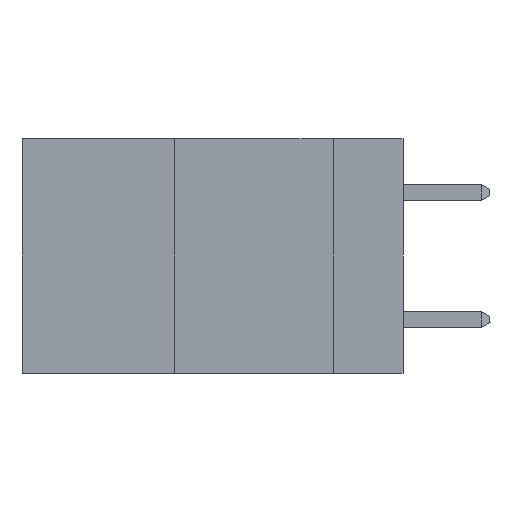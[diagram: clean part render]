
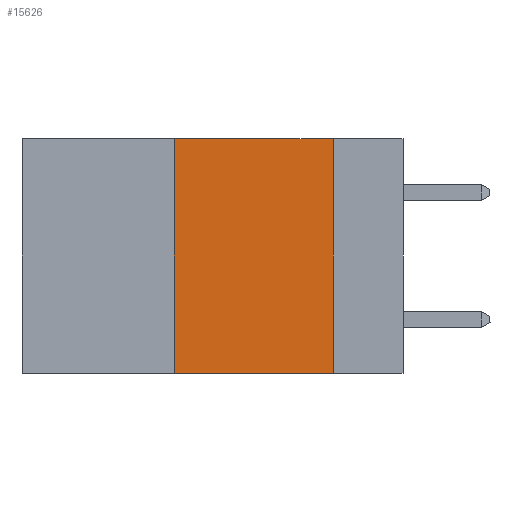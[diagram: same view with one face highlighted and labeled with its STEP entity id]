
A CAD part, left-side view. The second image highlights one B-rep face of the part: STEP entity #15626.
In plain terms, the highlighted planar face has unit normal (-1, 0, 0).
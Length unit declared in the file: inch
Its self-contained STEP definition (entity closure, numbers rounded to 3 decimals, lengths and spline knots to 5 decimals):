
#983 = VERTEX_POINT ( 'NONE', #16529 ) ;
#1863 = DIRECTION ( 'NONE',  ( 0., -1., 0. ) ) ;
#2694 = ORIENTED_EDGE ( 'NONE', *, *, #2716, .F. ) ;
#2716 = EDGE_CURVE ( 'NONE', #5673, #7691, #5245, .T. ) ;
#3087 = EDGE_CURVE ( 'NONE', #17159, #983, #12149, .T. ) ;
#3151 = EDGE_LOOP ( 'NONE', ( #16957, #11246, #2694, #6147 ) ) ;
#3169 = VECTOR ( 'NONE', #20805, 39.37008 ) ;
#3789 = FACE_OUTER_BOUND ( 'NONE', #3151, .T. ) ;
#5148 = CARTESIAN_POINT ( 'NONE',  ( 0., 0.6, 0. ) ) ;
#5245 = LINE ( 'NONE', #7287, #13013 ) ;
#5451 = CARTESIAN_POINT ( 'NONE',  ( 0., 0.11, 0. ) ) ;
#5673 = VERTEX_POINT ( 'NONE', #20196 ) ;
#6147 = ORIENTED_EDGE ( 'NONE', *, *, #20131, .T. ) ;
#6969 = LINE ( 'NONE', #5148, #18684 ) ;
#7287 = CARTESIAN_POINT ( 'NONE',  ( 0., 0.36, 0. ) ) ;
#7691 = VERTEX_POINT ( 'NONE', #20501 ) ;
#11246 = ORIENTED_EDGE ( 'NONE', *, *, #15514, .F. ) ;
#12083 = AXIS2_PLACEMENT_3D ( 'NONE', #13781, #20875, #18132 ) ;
#12149 = LINE ( 'NONE', #5451, #12313 ) ;
#12313 = VECTOR ( 'NONE', #13855, 39.37008 ) ;
#13013 = VECTOR ( 'NONE', #20751, 39.37008 ) ;
#13781 = CARTESIAN_POINT ( 'NONE',  ( 0., 0.6, 0. ) ) ;
#13855 = DIRECTION ( 'NONE',  ( 0., 0., -1. ) ) ;
#15514 = EDGE_CURVE ( 'NONE', #7691, #17159, #6969, .T. ) ;
#15626 = ADVANCED_FACE ( 'NONE', ( #3789 ), #17680, .F. ) ;
#16529 = CARTESIAN_POINT ( 'NONE',  ( 0., 0.11, -0.37 ) ) ;
#16957 = ORIENTED_EDGE ( 'NONE', *, *, #3087, .F. ) ;
#17159 = VERTEX_POINT ( 'NONE', #21050 ) ;
#17680 = PLANE ( 'NONE',  #12083 ) ;
#18132 = DIRECTION ( 'NONE',  ( 0., 0., -1. ) ) ;
#18684 = VECTOR ( 'NONE', #1863, 39.37008 ) ;
#18879 = CARTESIAN_POINT ( 'NONE',  ( 0., 0.6, -0.37 ) ) ;
#20131 = EDGE_CURVE ( 'NONE', #5673, #983, #20693, .T. ) ;
#20196 = CARTESIAN_POINT ( 'NONE',  ( 0., 0.36, -0.37 ) ) ;
#20501 = CARTESIAN_POINT ( 'NONE',  ( 0., 0.36, 0. ) ) ;
#20693 = LINE ( 'NONE', #18879, #3169 ) ;
#20751 = DIRECTION ( 'NONE',  ( 0., 0., 1. ) ) ;
#20805 = DIRECTION ( 'NONE',  ( 0., -1., 0. ) ) ;
#20875 = DIRECTION ( 'NONE',  ( 1., 0., 0. ) ) ;
#21050 = CARTESIAN_POINT ( 'NONE',  ( 0., 0.11, 0. ) ) ;
